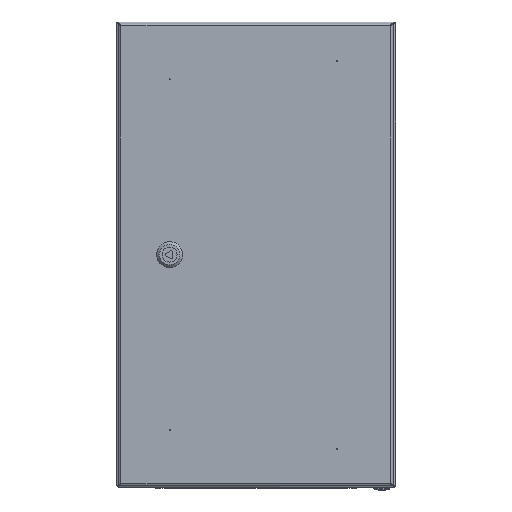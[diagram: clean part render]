
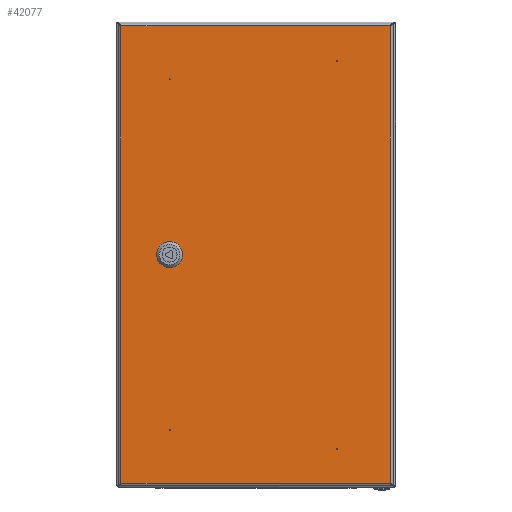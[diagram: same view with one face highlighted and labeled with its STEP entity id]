
A CAD part, top view. The second image highlights one B-rep face of the part: STEP entity #42077.
In plain terms, the highlighted face is planar.
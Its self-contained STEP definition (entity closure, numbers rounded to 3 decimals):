
#119 = ORIENTED_EDGE ( 'NONE', *, *, #9933, .T. ) ;
#634 = VERTEX_POINT ( 'NONE', #24728 ) ;
#654 = DIRECTION ( 'NONE',  ( 1., 0., 0. ) ) ;
#670 = CIRCLE ( 'NONE', #1714, 11.25 ) ;
#1118 = DIRECTION ( 'NONE',  ( 0., 1., 0. ) ) ;
#1714 = AXIS2_PLACEMENT_3D ( 'NONE', #4786, #54543, #654 ) ;
#2036 = LINE ( 'NONE', #27956, #44714 ) ;
#2427 = EDGE_CURVE ( 'NONE', #44504, #35738, #670, .T. ) ;
#2623 = LINE ( 'NONE', #50635, #54976 ) ;
#2819 = CIRCLE ( 'NONE', #13160, 0.5 ) ;
#3144 = ORIENTED_EDGE ( 'NONE', *, *, #50557, .T. ) ;
#3243 = DIRECTION ( 'NONE',  ( 0., 0., 1. ) ) ;
#3699 = EDGE_CURVE ( 'NONE', #38690, #7121, #2036, .T. ) ;
#4259 = DIRECTION ( 'NONE',  ( 1., 0., 0. ) ) ;
#4786 = CARTESIAN_POINT ( 'NONE',  ( 92.5, 0., -1. ) ) ;
#5302 = CARTESIAN_POINT ( 'NONE',  ( -87., -208.5, -1. ) ) ;
#5459 = ORIENTED_EDGE ( 'NONE', *, *, #57297, .T. ) ;
#6100 = LINE ( 'NONE', #32889, #40920 ) ;
#6234 = CARTESIAN_POINT ( 'NONE',  ( 92., -188.5, -1. ) ) ;
#6493 = DIRECTION ( 'NONE',  ( 1., 0., 0. ) ) ;
#7121 = VERTEX_POINT ( 'NONE', #18542 ) ;
#7689 = EDGE_CURVE ( 'NONE', #50689, #50689, #8571, .T. ) ;
#8571 = CIRCLE ( 'NONE', #24564, 0.5 ) ;
#8850 = VECTOR ( 'NONE', #52643, 1000. ) ;
#9029 = CARTESIAN_POINT ( 'NONE',  ( 1242.5, -245.8, -1. ) ) ;
#9225 = VERTEX_POINT ( 'NONE', #22229 ) ;
#9384 = CARTESIAN_POINT ( 'NONE',  ( 102.75, -4.637, -1. ) ) ;
#9933 = EDGE_CURVE ( 'NONE', #51566, #51566, #2819, .T. ) ;
#10669 = EDGE_CURVE ( 'NONE', #634, #31301, #43368, .T. ) ;
#10911 = VERTEX_POINT ( 'NONE', #49844 ) ;
#11032 = AXIS2_PLACEMENT_3D ( 'NONE', #34426, #16478, #24732 ) ;
#11276 = DIRECTION ( 'NONE',  ( -1., 0., 0. ) ) ;
#11439 = DIRECTION ( 'NONE',  ( 0., -1., 0. ) ) ;
#11449 = VERTEX_POINT ( 'NONE', #37944 ) ;
#11619 = CARTESIAN_POINT ( 'NONE',  ( 97.137, -10.25, -1. ) ) ;
#12370 = DIRECTION ( 'NONE',  ( 1., 0., 0. ) ) ;
#13154 = ORIENTED_EDGE ( 'NONE', *, *, #26819, .T. ) ;
#13160 = AXIS2_PLACEMENT_3D ( 'NONE', #43569, #3243, #12370 ) ;
#13453 = LINE ( 'NONE', #9029, #53982 ) ;
#14437 = PLANE ( 'NONE',  #20473 ) ;
#14442 = CARTESIAN_POINT ( 'NONE',  ( 97.137, -10.25, -1. ) ) ;
#14735 = DIRECTION ( 'NONE',  ( 0., 0., 1. ) ) ;
#15815 = CARTESIAN_POINT ( 'NONE',  ( -87.5, 208.5, -1. ) ) ;
#16002 = CARTESIAN_POINT ( 'NONE',  ( 92.5, -188.5, -1. ) ) ;
#16069 = LINE ( 'NONE', #11619, #20737 ) ;
#16478 = DIRECTION ( 'NONE',  ( 0., 0., 1. ) ) ;
#17195 = ORIENTED_EDGE ( 'NONE', *, *, #10669, .T. ) ;
#17538 = EDGE_CURVE ( 'NONE', #10911, #43244, #2623, .T. ) ;
#18116 = AXIS2_PLACEMENT_3D ( 'NONE', #25083, #37474, #24530 ) ;
#18170 = DIRECTION ( 'NONE',  ( -1., 0., 0. ) ) ;
#18542 = CARTESIAN_POINT ( 'NONE',  ( -144.8, 245.8, -1. ) ) ;
#18727 = EDGE_LOOP ( 'NONE', ( #55679 ) ) ;
#19035 = CIRCLE ( 'NONE', #18116, 11.25 ) ;
#19441 = FACE_BOUND ( 'NONE', #37230, .T. ) ;
#19494 = DIRECTION ( 'NONE',  ( 0., -1., 0. ) ) ;
#20112 = VERTEX_POINT ( 'NONE', #45948 ) ;
#20473 = AXIS2_PLACEMENT_3D ( 'NONE', #37693, #14735, #6493 ) ;
#20737 = VECTOR ( 'NONE', #4259, 1000. ) ;
#21746 = ORIENTED_EDGE ( 'NONE', *, *, #17538, .T. ) ;
#22229 = CARTESIAN_POINT ( 'NONE',  ( 102.75, 4.637, -1. ) ) ;
#22547 = EDGE_LOOP ( 'NONE', ( #28414, #37942, #57232, #24646 ) ) ;
#22606 = AXIS2_PLACEMENT_3D ( 'NONE', #55070, #26876, #37088 ) ;
#23905 = CARTESIAN_POINT ( 'NONE',  ( 87.863, 10.25, -1. ) ) ;
#23906 = LINE ( 'NONE', #41578, #30917 ) ;
#24530 = DIRECTION ( 'NONE',  ( 1., 0., 0. ) ) ;
#24552 = CIRCLE ( 'NONE', #33903, 0.5 ) ;
#24564 = AXIS2_PLACEMENT_3D ( 'NONE', #16002, #38366, #11276 ) ;
#24636 = ORIENTED_EDGE ( 'NONE', *, *, #24899, .T. ) ;
#24646 = ORIENTED_EDGE ( 'NONE', *, *, #37461, .T. ) ;
#24728 = CARTESIAN_POINT ( 'NONE',  ( 97.137, 10.25, -1. ) ) ;
#24732 = DIRECTION ( 'NONE',  ( 1., 0., 0. ) ) ;
#24899 = EDGE_CURVE ( 'NONE', #57309, #44504, #16069, .T. ) ;
#25083 = CARTESIAN_POINT ( 'NONE',  ( 92.5, 0., -1. ) ) ;
#26651 = EDGE_LOOP ( 'NONE', ( #119 ) ) ;
#26819 = EDGE_CURVE ( 'NONE', #27654, #27654, #44739, .T. ) ;
#26876 = DIRECTION ( 'NONE',  ( 0., 0., 1. ) ) ;
#27654 = VERTEX_POINT ( 'NONE', #5302 ) ;
#27956 = CARTESIAN_POINT ( 'NONE',  ( 1242.5, 245.8, -1. ) ) ;
#28184 = VERTEX_POINT ( 'NONE', #32286 ) ;
#28414 = ORIENTED_EDGE ( 'NONE', *, *, #37193, .F. ) ;
#28859 = FACE_BOUND ( 'NONE', #53685, .T. ) ;
#28908 = CIRCLE ( 'NONE', #11032, 11.25 ) ;
#29990 = ORIENTED_EDGE ( 'NONE', *, *, #47040, .T. ) ;
#30917 = VECTOR ( 'NONE', #19494, 1000. ) ;
#31301 = VERTEX_POINT ( 'NONE', #23905 ) ;
#32286 = CARTESIAN_POINT ( 'NONE',  ( -88., 208.5, -1. ) ) ;
#32889 = CARTESIAN_POINT ( 'NONE',  ( 102.75, 4.637, -1. ) ) ;
#33107 = ORIENTED_EDGE ( 'NONE', *, *, #53355, .T. ) ;
#33903 = AXIS2_PLACEMENT_3D ( 'NONE', #15815, #51141, #55586 ) ;
#34074 = LINE ( 'NONE', #57358, #8850 ) ;
#34155 = CARTESIAN_POINT ( 'NONE',  ( -87.5, -208.5, -1. ) ) ;
#34426 = CARTESIAN_POINT ( 'NONE',  ( 92.5, 0., -1. ) ) ;
#35694 = CARTESIAN_POINT ( 'NONE',  ( 144.8, 245.8, -1. ) ) ;
#35738 = VERTEX_POINT ( 'NONE', #9384 ) ;
#37088 = DIRECTION ( 'NONE',  ( 1., 0., 0. ) ) ;
#37193 = EDGE_CURVE ( 'NONE', #7121, #11449, #34074, .T. ) ;
#37230 = EDGE_LOOP ( 'NONE', ( #5459 ) ) ;
#37427 = DIRECTION ( 'NONE',  ( 1., 0., 0. ) ) ;
#37461 = EDGE_CURVE ( 'NONE', #20112, #11449, #13453, .T. ) ;
#37474 = DIRECTION ( 'NONE',  ( 0., 0., 1. ) ) ;
#37693 = CARTESIAN_POINT ( 'NONE',  ( 0., 0., -1. ) ) ;
#37820 = ORIENTED_EDGE ( 'NONE', *, *, #56682, .T. ) ;
#37942 = ORIENTED_EDGE ( 'NONE', *, *, #3699, .F. ) ;
#37944 = CARTESIAN_POINT ( 'NONE',  ( -144.8, -245.8, -1. ) ) ;
#38366 = DIRECTION ( 'NONE',  ( 0., 0., 1. ) ) ;
#38690 = VERTEX_POINT ( 'NONE', #35694 ) ;
#40920 = VECTOR ( 'NONE', #1118, 1000. ) ;
#41578 = CARTESIAN_POINT ( 'NONE',  ( 144.8, 1491., -1. ) ) ;
#42020 = CARTESIAN_POINT ( 'NONE',  ( 87.863, -10.25, -1. ) ) ;
#42077 = ADVANCED_FACE ( 'NONE', ( #46508, #54799, #19441, #28859, #46809, #55958 ), #14437, .F. ) ;
#43244 = VERTEX_POINT ( 'NONE', #52452 ) ;
#43368 = LINE ( 'NONE', #48665, #54619 ) ;
#43569 = CARTESIAN_POINT ( 'NONE',  ( 92.5, 188.5, -1. ) ) ;
#44504 = VERTEX_POINT ( 'NONE', #14442 ) ;
#44714 = VECTOR ( 'NONE', #45906, 1000. ) ;
#44739 = CIRCLE ( 'NONE', #52275, 0.5 ) ;
#45906 = DIRECTION ( 'NONE',  ( -1., 0., 0. ) ) ;
#45948 = CARTESIAN_POINT ( 'NONE',  ( 144.8, -245.8, -1. ) ) ;
#46508 = FACE_BOUND ( 'NONE', #18727, .T. ) ;
#46809 = FACE_OUTER_BOUND ( 'NONE', #22547, .T. ) ;
#46952 = EDGE_LOOP ( 'NONE', ( #33107, #21746, #37820, #24636, #54180, #3144, #29990, #17195 ) ) ;
#47040 = EDGE_CURVE ( 'NONE', #9225, #634, #19035, .T. ) ;
#47137 = CARTESIAN_POINT ( 'NONE',  ( 93., 188.5, -1. ) ) ;
#47414 = DIRECTION ( 'NONE',  ( 0., 0., 1. ) ) ;
#48665 = CARTESIAN_POINT ( 'NONE',  ( 97.137, 10.25, -1. ) ) ;
#49844 = CARTESIAN_POINT ( 'NONE',  ( 82.25, 4.637, -1. ) ) ;
#50557 = EDGE_CURVE ( 'NONE', #35738, #9225, #6100, .T. ) ;
#50635 = CARTESIAN_POINT ( 'NONE',  ( 82.25, 4.637, -1. ) ) ;
#50689 = VERTEX_POINT ( 'NONE', #6234 ) ;
#50815 = CIRCLE ( 'NONE', #22606, 11.25 ) ;
#51141 = DIRECTION ( 'NONE',  ( 0., 0., 1. ) ) ;
#51566 = VERTEX_POINT ( 'NONE', #47137 ) ;
#52275 = AXIS2_PLACEMENT_3D ( 'NONE', #34155, #47414, #37427 ) ;
#52452 = CARTESIAN_POINT ( 'NONE',  ( 82.25, -4.637, -1. ) ) ;
#52643 = DIRECTION ( 'NONE',  ( 0., -1., 0. ) ) ;
#53355 = EDGE_CURVE ( 'NONE', #31301, #10911, #28908, .T. ) ;
#53685 = EDGE_LOOP ( 'NONE', ( #13154 ) ) ;
#53982 = VECTOR ( 'NONE', #18170, 1000. ) ;
#54180 = ORIENTED_EDGE ( 'NONE', *, *, #2427, .T. ) ;
#54543 = DIRECTION ( 'NONE',  ( 0., 0., 1. ) ) ;
#54619 = VECTOR ( 'NONE', #57216, 1000. ) ;
#54799 = FACE_BOUND ( 'NONE', #26651, .T. ) ;
#54976 = VECTOR ( 'NONE', #11439, 1000. ) ;
#55070 = CARTESIAN_POINT ( 'NONE',  ( 92.5, 0., -1. ) ) ;
#55294 = EDGE_CURVE ( 'NONE', #38690, #20112, #23906, .T. ) ;
#55586 = DIRECTION ( 'NONE',  ( -1., 0., 0. ) ) ;
#55679 = ORIENTED_EDGE ( 'NONE', *, *, #7689, .T. ) ;
#55958 = FACE_BOUND ( 'NONE', #46952, .T. ) ;
#56682 = EDGE_CURVE ( 'NONE', #43244, #57309, #50815, .T. ) ;
#57216 = DIRECTION ( 'NONE',  ( -1., 0., 0. ) ) ;
#57232 = ORIENTED_EDGE ( 'NONE', *, *, #55294, .T. ) ;
#57297 = EDGE_CURVE ( 'NONE', #28184, #28184, #24552, .T. ) ;
#57309 = VERTEX_POINT ( 'NONE', #42020 ) ;
#57358 = CARTESIAN_POINT ( 'NONE',  ( -144.8, 1491., -1. ) ) ;
